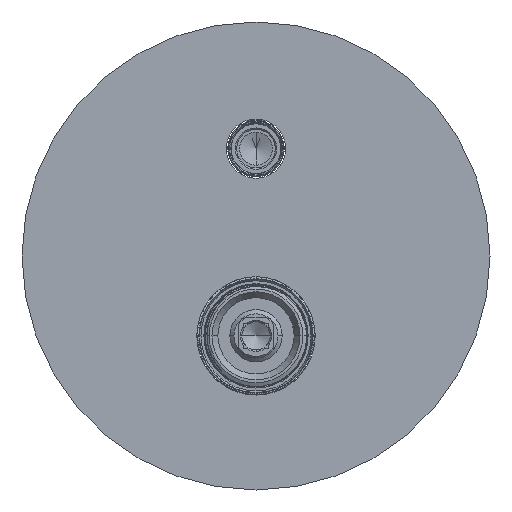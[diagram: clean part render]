
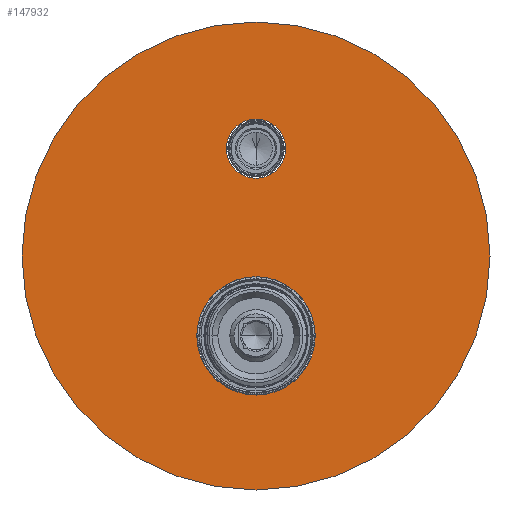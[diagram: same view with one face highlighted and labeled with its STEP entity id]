
A CAD part, front view. The second image highlights one B-rep face of the part: STEP entity #147932.
In plain terms, the highlighted face is planar.
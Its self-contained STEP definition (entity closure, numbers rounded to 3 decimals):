
#147801=CARTESIAN_POINT('',(0.,0.,0.));
#147802=DIRECTION('',(0.,0.,-1.));
#147803=DIRECTION('',(1.,0.,0.));
#147804=AXIS2_PLACEMENT_3D('',#147801,#147802,#147803);
#147806=CARTESIAN_POINT('',(0.,0.,0.));
#147807=DIRECTION('',(0.,0.,-1.));
#147808=DIRECTION('',(-1.,0.,0.));
#147809=AXIS2_PLACEMENT_3D('',#147806,#147807,#147808);
#147811=CARTESIAN_POINT('',(0.,68.,0.));
#147812=DIRECTION('',(0.,0.,-1.));
#147813=DIRECTION('',(1.,0.,0.));
#147814=AXIS2_PLACEMENT_3D('',#147811,#147812,#147813);
#147816=CARTESIAN_POINT('',(0.,68.,0.));
#147817=DIRECTION('',(0.,0.,-1.));
#147818=DIRECTION('',(-1.,0.,0.));
#147819=AXIS2_PLACEMENT_3D('',#147816,#147817,#147818);
#147821=CARTESIAN_POINT('',(0.,29.,0.));
#147822=DIRECTION('',(0.,0.,1.));
#147823=DIRECTION('',(1.,0.,0.));
#147824=AXIS2_PLACEMENT_3D('',#147821,#147822,#147823);
#147826=CARTESIAN_POINT('',(0.,29.,0.));
#147827=DIRECTION('',(0.,0.,1.));
#147828=DIRECTION('',(-1.,0.,0.));
#147829=AXIS2_PLACEMENT_3D('',#147826,#147827,#147828);
#147885=CARTESIAN_POINT('',(21.5,0.,0.));
#147886=CARTESIAN_POINT('',(-21.5,0.,0.));
#147887=VERTEX_POINT('',#147885);
#147888=VERTEX_POINT('',#147886);
#147889=CARTESIAN_POINT('',(10.75,68.,0.));
#147890=CARTESIAN_POINT('',(-10.75,68.,0.));
#147891=VERTEX_POINT('',#147889);
#147892=VERTEX_POINT('',#147890);
#147901=CARTESIAN_POINT('',(85.,29.,0.));
#147902=CARTESIAN_POINT('',(-85.,29.,0.));
#147903=VERTEX_POINT('',#147901);
#147904=VERTEX_POINT('',#147902);
#147909=CARTESIAN_POINT('',(0.,0.,0.));
#147910=DIRECTION('',(0.,0.,1.));
#147911=DIRECTION('',(1.,0.,0.));
#147912=AXIS2_PLACEMENT_3D('',#147909,#147910,#147911);
#147913=PLANE('',#147912);
#147915=ORIENTED_EDGE('',*,*,#147914,.T.);
#147917=ORIENTED_EDGE('',*,*,#147916,.T.);
#147918=EDGE_LOOP('',(#147915,#147917));
#147919=FACE_OUTER_BOUND('',#147918,.F.);
#147921=ORIENTED_EDGE('',*,*,#147920,.T.);
#147923=ORIENTED_EDGE('',*,*,#147922,.T.);
#147924=EDGE_LOOP('',(#147921,#147923));
#147925=FACE_BOUND('',#147924,.F.);
#147927=ORIENTED_EDGE('',*,*,#147926,.T.);
#147929=ORIENTED_EDGE('',*,*,#147928,.T.);
#147930=EDGE_LOOP('',(#147927,#147929));
#147931=FACE_BOUND('',#147930,.F.);
#147932=ADVANCED_FACE('',(#147919,#147925,#147931),#147913,.F.);
#147805=CIRCLE('',#147804,21.5);
#147810=CIRCLE('',#147809,21.5);
#147815=CIRCLE('',#147814,10.75);
#147820=CIRCLE('',#147819,10.75);
#147825=CIRCLE('',#147824,85.);
#147830=CIRCLE('',#147829,85.);
#147914=EDGE_CURVE('',#147903,#147904,#147825,.T.);
#147916=EDGE_CURVE('',#147904,#147903,#147830,.T.);
#147920=EDGE_CURVE('',#147891,#147892,#147815,.T.);
#147922=EDGE_CURVE('',#147892,#147891,#147820,.T.);
#147926=EDGE_CURVE('',#147887,#147888,#147805,.T.);
#147928=EDGE_CURVE('',#147888,#147887,#147810,.T.);
